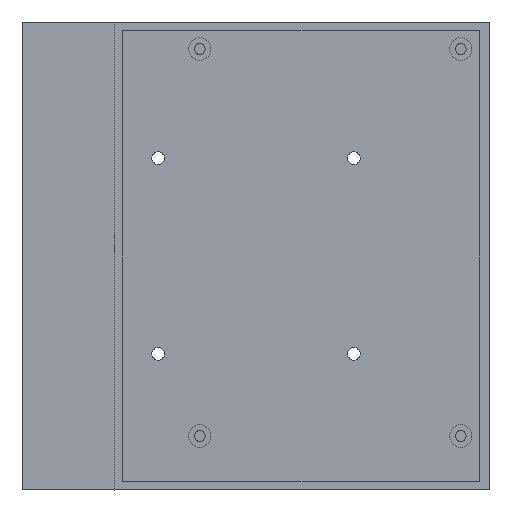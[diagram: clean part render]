
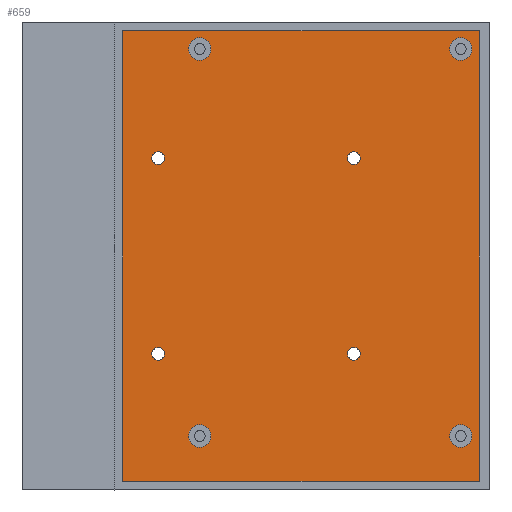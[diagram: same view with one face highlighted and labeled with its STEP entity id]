
A CAD part, front view. The second image highlights one B-rep face of the part: STEP entity #659.
In plain terms, the highlighted face is planar.
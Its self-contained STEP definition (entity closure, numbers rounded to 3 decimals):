
#27=FACE_BOUND('',#143,.T.);
#28=FACE_BOUND('',#144,.T.);
#29=FACE_BOUND('',#145,.T.);
#30=FACE_BOUND('',#146,.T.);
#31=FACE_BOUND('',#147,.T.);
#32=FACE_BOUND('',#148,.T.);
#33=FACE_BOUND('',#149,.T.);
#34=FACE_BOUND('',#150,.T.);
#61=CIRCLE('',#702,2.5);
#65=CIRCLE('',#709,2.5);
#67=CIRCLE('',#713,2.5);
#68=CIRCLE('',#714,1.4);
#69=CIRCLE('',#715,1.4);
#70=CIRCLE('',#716,1.4);
#71=CIRCLE('',#717,1.4);
#72=CIRCLE('',#718,2.5);
#99=FACE_OUTER_BOUND('',#142,.T.);
#142=EDGE_LOOP('',(#473,#474,#475,#476));
#143=EDGE_LOOP('',(#477));
#144=EDGE_LOOP('',(#478));
#145=EDGE_LOOP('',(#479));
#146=EDGE_LOOP('',(#480));
#147=EDGE_LOOP('',(#481));
#148=EDGE_LOOP('',(#482));
#149=EDGE_LOOP('',(#483));
#150=EDGE_LOOP('',(#484));
#197=LINE('',#1012,#251);
#198=LINE('',#1014,#252);
#199=LINE('',#1016,#253);
#200=LINE('',#1017,#254);
#251=VECTOR('',#816,10.);
#252=VECTOR('',#817,10.);
#253=VECTOR('',#818,10.);
#254=VECTOR('',#819,10.);
#304=VERTEX_POINT('',#990);
#308=VERTEX_POINT('',#1003);
#310=VERTEX_POINT('',#1010);
#311=VERTEX_POINT('',#1011);
#312=VERTEX_POINT('',#1013);
#313=VERTEX_POINT('',#1015);
#314=VERTEX_POINT('',#1018);
#315=VERTEX_POINT('',#1020);
#316=VERTEX_POINT('',#1022);
#317=VERTEX_POINT('',#1024);
#318=VERTEX_POINT('',#1026);
#319=VERTEX_POINT('',#1028);
#365=EDGE_CURVE('',#304,#304,#61,.T.);
#371=EDGE_CURVE('',#308,#308,#65,.T.);
#374=EDGE_CURVE('',#310,#311,#197,.T.);
#375=EDGE_CURVE('',#311,#312,#198,.T.);
#376=EDGE_CURVE('',#312,#313,#199,.T.);
#377=EDGE_CURVE('',#313,#310,#200,.T.);
#378=EDGE_CURVE('',#314,#314,#67,.T.);
#379=EDGE_CURVE('',#315,#315,#68,.T.);
#380=EDGE_CURVE('',#316,#316,#69,.T.);
#381=EDGE_CURVE('',#317,#317,#70,.T.);
#382=EDGE_CURVE('',#318,#318,#71,.T.);
#383=EDGE_CURVE('',#319,#319,#72,.T.);
#473=ORIENTED_EDGE('',*,*,#374,.T.);
#474=ORIENTED_EDGE('',*,*,#375,.T.);
#475=ORIENTED_EDGE('',*,*,#376,.T.);
#476=ORIENTED_EDGE('',*,*,#377,.T.);
#477=ORIENTED_EDGE('',*,*,#378,.T.);
#478=ORIENTED_EDGE('',*,*,#365,.T.);
#479=ORIENTED_EDGE('',*,*,#371,.T.);
#480=ORIENTED_EDGE('',*,*,#379,.T.);
#481=ORIENTED_EDGE('',*,*,#380,.T.);
#482=ORIENTED_EDGE('',*,*,#381,.T.);
#483=ORIENTED_EDGE('',*,*,#382,.T.);
#484=ORIENTED_EDGE('',*,*,#383,.T.);
#632=PLANE('',#712);
#659=ADVANCED_FACE('',(#99,#27,#28,#29,#30,#31,#32,#33,#34),#632,.T.);
#702=AXIS2_PLACEMENT_3D('',#991,#791,#792);
#709=AXIS2_PLACEMENT_3D('',#1004,#807,#808);
#712=AXIS2_PLACEMENT_3D('',#1009,#814,#815);
#713=AXIS2_PLACEMENT_3D('',#1019,#820,#821);
#714=AXIS2_PLACEMENT_3D('',#1021,#822,#823);
#715=AXIS2_PLACEMENT_3D('',#1023,#824,#825);
#716=AXIS2_PLACEMENT_3D('',#1025,#826,#827);
#717=AXIS2_PLACEMENT_3D('',#1027,#828,#829);
#718=AXIS2_PLACEMENT_3D('',#1029,#830,#831);
#791=DIRECTION('center_axis',(0.,-1.,0.));
#792=DIRECTION('ref_axis',(1.,0.,0.));
#807=DIRECTION('center_axis',(0.,-1.,0.));
#808=DIRECTION('ref_axis',(1.,0.,0.));
#814=DIRECTION('center_axis',(0.,1.,0.));
#815=DIRECTION('ref_axis',(-1.,0.,0.));
#816=DIRECTION('',(1.,0.,0.));
#817=DIRECTION('',(0.,0.,-1.));
#818=DIRECTION('',(-1.,0.,0.));
#819=DIRECTION('',(0.,0.,1.));
#820=DIRECTION('center_axis',(0.,-1.,0.));
#821=DIRECTION('ref_axis',(1.,0.,0.));
#822=DIRECTION('center_axis',(0.,-1.,0.));
#823=DIRECTION('ref_axis',(0.,0.,-1.));
#824=DIRECTION('center_axis',(0.,-1.,0.));
#825=DIRECTION('ref_axis',(0.,0.,-1.));
#826=DIRECTION('center_axis',(0.,-1.,0.));
#827=DIRECTION('ref_axis',(0.,0.,-1.));
#828=DIRECTION('center_axis',(0.,-1.,0.));
#829=DIRECTION('ref_axis',(0.,0.,-1.));
#830=DIRECTION('center_axis',(0.,-1.,0.));
#831=DIRECTION('ref_axis',(1.,0.,0.));
#990=CARTESIAN_POINT('',(-2.5,-3.,-10.));
#991=CARTESIAN_POINT('Origin',(0.,-3.,-10.));
#1003=CARTESIAN_POINT('',(83.5,-3.,-10.));
#1004=CARTESIAN_POINT('Origin',(86.,-3.,-10.));
#1009=CARTESIAN_POINT('Origin',(46.,-3.,-22.5));
#1010=CARTESIAN_POINT('',(-4.1,-3.,7.1));
#1011=CARTESIAN_POINT('',(96.1,-3.,7.1));
#1012=CARTESIAN_POINT('',(-4.1,-3.,7.1));
#1013=CARTESIAN_POINT('',(96.1,-3.,-72.1));
#1014=CARTESIAN_POINT('',(96.1,-3.,7.1));
#1015=CARTESIAN_POINT('',(-4.1,-3.,-72.1));
#1016=CARTESIAN_POINT('',(96.1,-3.,-72.1));
#1017=CARTESIAN_POINT('',(-4.1,-3.,-72.1));
#1018=CARTESIAN_POINT('',(-2.5,-3.,-68.));
#1019=CARTESIAN_POINT('Origin',(0.,-3.,-68.));
#1020=CARTESIAN_POINT('',(67.75,-3.,0.65));
#1021=CARTESIAN_POINT('Origin',(67.75,-3.,-0.75));
#1022=CARTESIAN_POINT('',(67.75,-3.,-42.85));
#1023=CARTESIAN_POINT('Origin',(67.75,-3.,-44.25));
#1024=CARTESIAN_POINT('',(24.25,-3.,0.65));
#1025=CARTESIAN_POINT('Origin',(24.25,-3.,-0.75));
#1026=CARTESIAN_POINT('',(24.25,-3.,-42.85));
#1027=CARTESIAN_POINT('Origin',(24.25,-3.,-44.25));
#1028=CARTESIAN_POINT('',(83.5,-3.,-68.));
#1029=CARTESIAN_POINT('Origin',(86.,-3.,-68.));
